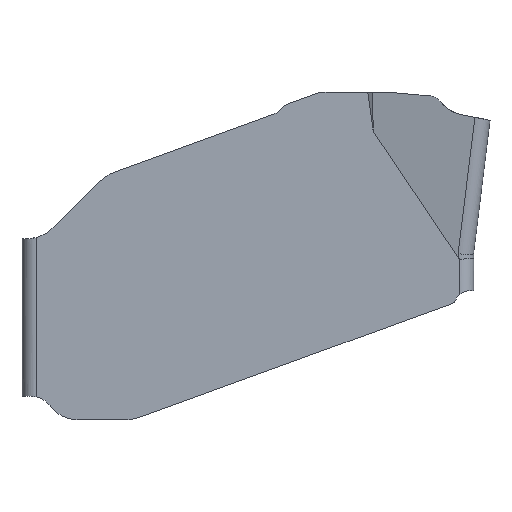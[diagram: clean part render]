
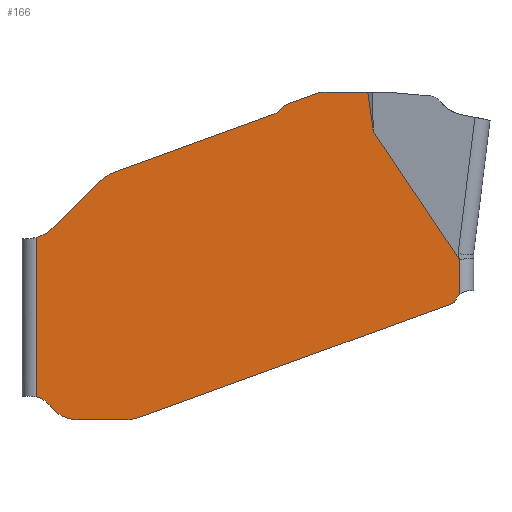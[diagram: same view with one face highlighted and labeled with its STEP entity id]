
A CAD part, left-side view. The second image highlights one B-rep face of the part: STEP entity #166.
In plain terms, the highlighted planar face has unit normal (-1, 0, 0).
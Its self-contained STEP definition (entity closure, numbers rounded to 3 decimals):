
#100=ELLIPSE('',#1053,1.46,1.);
#101=ELLIPSE('',#1057,4.277,0.3);
#102=ELLIPSE('',#1062,1.32,1.);
#146=CIRCLE('',#1051,0.5);
#147=CIRCLE('',#1052,0.75);
#148=CIRCLE('',#1054,1.);
#149=CIRCLE('',#1055,0.1);
#150=CIRCLE('',#1056,0.3);
#151=CIRCLE('',#1058,0.2);
#152=CIRCLE('',#1059,0.2);
#153=CIRCLE('',#1060,0.4);
#154=CIRCLE('',#1061,1.);
#155=CIRCLE('',#1063,0.8);
#166=ADVANCED_FACE('BODY_R_SUR',(#233),#208,.F.);
#208=PLANE('',#1064);
#233=FACE_OUTER_BOUND('',#279,.T.);
#279=EDGE_LOOP('',(#399,#400,#401,#402,#403,#404,#405,#406,#407,#408,#409,
#410,#411,#412,#413,#414,#415,#416,#417,#418,#419,#420,#421,#422,#423,#424));
#399=ORIENTED_EDGE('',*,*,#743,.F.);
#400=ORIENTED_EDGE('',*,*,#744,.F.);
#401=ORIENTED_EDGE('',*,*,#745,.F.);
#402=ORIENTED_EDGE('',*,*,#746,.F.);
#403=ORIENTED_EDGE('',*,*,#747,.F.);
#404=ORIENTED_EDGE('',*,*,#748,.F.);
#405=ORIENTED_EDGE('',*,*,#749,.F.);
#406=ORIENTED_EDGE('',*,*,#750,.F.);
#407=ORIENTED_EDGE('',*,*,#751,.F.);
#408=ORIENTED_EDGE('',*,*,#752,.F.);
#409=ORIENTED_EDGE('',*,*,#687,.T.);
#410=ORIENTED_EDGE('',*,*,#753,.T.);
#411=ORIENTED_EDGE('',*,*,#707,.F.);
#412=ORIENTED_EDGE('',*,*,#754,.T.);
#413=ORIENTED_EDGE('',*,*,#755,.T.);
#414=ORIENTED_EDGE('',*,*,#756,.T.);
#415=ORIENTED_EDGE('',*,*,#757,.T.);
#416=ORIENTED_EDGE('',*,*,#758,.T.);
#417=ORIENTED_EDGE('',*,*,#759,.T.);
#418=ORIENTED_EDGE('',*,*,#760,.T.);
#419=ORIENTED_EDGE('',*,*,#761,.T.);
#420=ORIENTED_EDGE('',*,*,#762,.T.);
#421=ORIENTED_EDGE('',*,*,#763,.T.);
#422=ORIENTED_EDGE('',*,*,#764,.T.);
#423=ORIENTED_EDGE('',*,*,#765,.T.);
#424=ORIENTED_EDGE('',*,*,#673,.T.);
#584=VERTEX_POINT('',#1465);
#585=VERTEX_POINT('',#1467);
#597=VERTEX_POINT('',#1517);
#598=VERTEX_POINT('',#1518);
#615=VERTEX_POINT('',#1575);
#616=VERTEX_POINT('',#1577);
#647=VERTEX_POINT('',#1659);
#648=VERTEX_POINT('',#1661);
#649=VERTEX_POINT('',#1663);
#650=VERTEX_POINT('',#1665);
#651=VERTEX_POINT('',#1673);
#652=VERTEX_POINT('',#1675);
#653=VERTEX_POINT('',#1677);
#654=VERTEX_POINT('',#1679);
#655=VERTEX_POINT('',#1681);
#656=VERTEX_POINT('',#1685);
#657=VERTEX_POINT('',#1687);
#658=VERTEX_POINT('',#1689);
#659=VERTEX_POINT('',#1691);
#660=VERTEX_POINT('',#1693);
#661=VERTEX_POINT('',#1695);
#662=VERTEX_POINT('',#1697);
#663=VERTEX_POINT('',#1699);
#664=VERTEX_POINT('',#1707);
#665=VERTEX_POINT('',#1709);
#666=VERTEX_POINT('',#1711);
#673=EDGE_CURVE('',#585,#584,#803,.T.);
#687=EDGE_CURVE('',#597,#598,#811,.T.);
#707=EDGE_CURVE('',#615,#616,#822,.T.);
#743=EDGE_CURVE('',#647,#584,#146,.T.);
#744=EDGE_CURVE('',#648,#647,#147,.T.);
#745=EDGE_CURVE('',#649,#648,#838,.T.);
#746=EDGE_CURVE('',#650,#649,#100,.T.);
#747=EDGE_CURVE('',#651,#650,#965,.T.);
#748=EDGE_CURVE('',#652,#651,#148,.T.);
#749=EDGE_CURVE('',#653,#652,#839,.T.);
#750=EDGE_CURVE('',#654,#653,#149,.T.);
#751=EDGE_CURVE('',#655,#654,#840,.T.);
#752=EDGE_CURVE('',#597,#655,#150,.T.);
#753=EDGE_CURVE('',#598,#616,#101,.T.);
#754=EDGE_CURVE('',#615,#656,#841,.T.);
#755=EDGE_CURVE('',#656,#657,#842,.T.);
#756=EDGE_CURVE('',#657,#658,#151,.T.);
#757=EDGE_CURVE('',#658,#659,#843,.T.);
#758=EDGE_CURVE('',#659,#660,#152,.T.);
#759=EDGE_CURVE('',#660,#661,#153,.T.);
#760=EDGE_CURVE('',#661,#662,#844,.T.);
#761=EDGE_CURVE('',#662,#663,#154,.T.);
#762=EDGE_CURVE('',#663,#664,#966,.T.);
#763=EDGE_CURVE('',#664,#665,#102,.T.);
#764=EDGE_CURVE('',#665,#666,#845,.T.);
#765=EDGE_CURVE('',#666,#585,#155,.T.);
#803=LINE('',#1466,#879);
#811=LINE('',#1516,#887);
#822=LINE('',#1576,#898);
#838=LINE('',#1662,#914);
#839=LINE('',#1676,#915);
#840=LINE('',#1680,#916);
#841=LINE('',#1684,#917);
#842=LINE('',#1686,#918);
#843=LINE('',#1690,#919);
#844=LINE('',#1696,#920);
#845=LINE('',#1710,#921);
#879=VECTOR('',#1118,1.);
#887=VECTOR('',#1138,1.);
#898=VECTOR('',#1169,1.);
#914=VECTOR('',#1231,1.);
#915=VECTOR('',#1236,1.);
#916=VECTOR('',#1239,1.);
#917=VECTOR('',#1244,1.);
#918=VECTOR('',#1245,1.);
#919=VECTOR('',#1248,1.);
#920=VECTOR('',#1253,1.);
#921=VECTOR('',#1258,1.);
#965=B_SPLINE_CURVE_WITH_KNOTS('',3,(#1666,#1667,#1668,#1669,#1670,#1671,
#1672),.UNSPECIFIED.,.F.,.F.,(4,3,4),(0.,0.31,1.),
 .UNSPECIFIED.);
#966=B_SPLINE_CURVE_WITH_KNOTS('',3,(#1700,#1701,#1702,#1703,#1704,#1705,
#1706),.UNSPECIFIED.,.F.,.F.,(4,3,4),(0.,0.788,1.),
 .UNSPECIFIED.);
#1051=AXIS2_PLACEMENT_3D('',#1658,#1227,#1228);
#1052=AXIS2_PLACEMENT_3D('',#1660,#1229,#1230);
#1053=AXIS2_PLACEMENT_3D('',#1664,#1232,#1233);
#1054=AXIS2_PLACEMENT_3D('',#1674,#1234,#1235);
#1055=AXIS2_PLACEMENT_3D('',#1678,#1237,#1238);
#1056=AXIS2_PLACEMENT_3D('',#1682,#1240,#1241);
#1057=AXIS2_PLACEMENT_3D('',#1683,#1242,#1243);
#1058=AXIS2_PLACEMENT_3D('',#1688,#1246,#1247);
#1059=AXIS2_PLACEMENT_3D('',#1692,#1249,#1250);
#1060=AXIS2_PLACEMENT_3D('',#1694,#1251,#1252);
#1061=AXIS2_PLACEMENT_3D('',#1698,#1254,#1255);
#1062=AXIS2_PLACEMENT_3D('',#1708,#1256,#1257);
#1063=AXIS2_PLACEMENT_3D('',#1712,#1259,#1260);
#1064=AXIS2_PLACEMENT_3D('',#1713,#1261,#1262);
#1118=DIRECTION('',(0.,0.,-1.));
#1138=DIRECTION('',(0.,0.,1.));
#1169=DIRECTION('',(0.,-0.556,-0.831));
#1227=DIRECTION('',(-1.,0.,0.));
#1228=DIRECTION('',(0.,0.,-1.));
#1229=DIRECTION('',(1.,0.,0.));
#1230=DIRECTION('',(0.,0.,-1.));
#1231=DIRECTION('',(0.,1.,0.));
#1232=DIRECTION('',(1.,0.,0.));
#1233=DIRECTION('',(0.,-1.,0.));
#1234=DIRECTION('',(1.,0.,0.));
#1235=DIRECTION('',(0.,0.,-1.));
#1236=DIRECTION('',(0.,0.94,-0.342));
#1237=DIRECTION('',(1.,0.,0.));
#1238=DIRECTION('',(0.,0.,-1.));
#1239=DIRECTION('',(0.,0.5,-0.866));
#1240=DIRECTION('',(-1.,0.,0.));
#1241=DIRECTION('',(0.,0.,-1.));
#1242=DIRECTION('',(1.,0.,0.));
#1243=DIRECTION('',(0.,0.,1.));
#1244=DIRECTION('',(0.,0.139,0.99));
#1245=DIRECTION('',(0.,1.,0.));
#1246=DIRECTION('',(-1.,0.,0.));
#1247=DIRECTION('',(0.,0.,-1.));
#1248=DIRECTION('',(0.,0.94,-0.342));
#1249=DIRECTION('',(-1.,0.,0.));
#1250=DIRECTION('',(0.,0.,-1.));
#1251=DIRECTION('',(1.,0.,0.));
#1252=DIRECTION('',(0.,0.,-1.));
#1253=DIRECTION('',(0.,0.94,-0.342));
#1254=DIRECTION('',(-1.,0.,0.));
#1255=DIRECTION('',(0.,0.,-1.));
#1256=DIRECTION('',(-1.,0.,0.));
#1257=DIRECTION('',(0.,0.707,-0.707));
#1258=DIRECTION('',(0.,0.707,-0.707));
#1259=DIRECTION('',(1.,0.,0.));
#1260=DIRECTION('',(0.,0.,-1.));
#1261=DIRECTION('',(1.,0.,0.));
#1262=DIRECTION('',(0.,0.,-1.));
#1465=CARTESIAN_POINT('',(-1.25,4.7,-5.91));
#1466=CARTESIAN_POINT('',(-1.25,4.7,-7.9));
#1467=CARTESIAN_POINT('',(-1.25,4.7,-2.505));
#1516=CARTESIAN_POINT('',(-1.25,-4.35,-3.436));
#1517=CARTESIAN_POINT('',(-1.25,-4.35,-3.72));
#1518=CARTESIAN_POINT('',(-1.25,-4.35,-2.965));
#1575=CARTESIAN_POINT('',(-1.25,-2.505,-0.23));
#1576=CARTESIAN_POINT('',(-1.25,-4.128,-2.656));
#1577=CARTESIAN_POINT('',(-1.25,-4.319,-2.941));
#1658=CARTESIAN_POINT('',(-1.25,4.8,-6.4));
#1659=CARTESIAN_POINT('',(-1.25,4.4,-6.1));
#1660=CARTESIAN_POINT('',(-1.25,3.8,-5.65));
#1661=CARTESIAN_POINT('',(-1.25,3.8,-6.4));
#1662=CARTESIAN_POINT('',(-1.25,0.,-6.4));
#1663=CARTESIAN_POINT('',(-1.25,2.835,-6.4));
#1664=CARTESIAN_POINT('',(-1.25,2.835,-5.4));
#1665=CARTESIAN_POINT('',(-1.25,2.755,-6.398));
#1666=CARTESIAN_POINT('',(-1.25,2.736,-6.397));
#1667=CARTESIAN_POINT('',(-1.25,2.738,-6.398));
#1668=CARTESIAN_POINT('',(-1.25,2.74,-6.398));
#1669=CARTESIAN_POINT('',(-1.25,2.742,-6.398));
#1670=CARTESIAN_POINT('',(-1.25,2.746,-6.398));
#1671=CARTESIAN_POINT('',(-1.25,2.75,-6.398));
#1672=CARTESIAN_POINT('',(-1.25,2.755,-6.398));
#1673=CARTESIAN_POINT('',(-1.25,2.736,-6.397));
#1674=CARTESIAN_POINT('',(-1.25,2.807,-5.4));
#1675=CARTESIAN_POINT('',(-1.25,2.465,-6.34));
#1676=CARTESIAN_POINT('',(-1.25,-1.749,-4.806));
#1677=CARTESIAN_POINT('',(-1.25,-4.192,-3.917));
#1678=CARTESIAN_POINT('',(-1.25,-4.158,-3.823));
#1679=CARTESIAN_POINT('',(-1.25,-4.245,-3.873));
#1680=CARTESIAN_POINT('',(-1.25,-4.86,-2.806));
#1681=CARTESIAN_POINT('',(-1.25,-4.29,-3.794));
#1682=CARTESIAN_POINT('',(-1.25,-4.55,-3.944));
#1683=CARTESIAN_POINT('',(-1.25,-4.35,1.313));
#1684=CARTESIAN_POINT('',(-1.25,-2.425,0.339));
#1685=CARTESIAN_POINT('',(-1.25,-2.389,0.6));
#1686=CARTESIAN_POINT('',(-1.25,0.,0.6));
#1687=CARTESIAN_POINT('',(-1.25,-1.409,0.6));
#1688=CARTESIAN_POINT('',(-1.25,-1.409,0.4));
#1689=CARTESIAN_POINT('',(-1.25,-1.341,0.588));
#1690=CARTESIAN_POINT('',(-1.25,0.032,0.088));
#1691=CARTESIAN_POINT('',(-1.25,-0.654,0.338));
#1692=CARTESIAN_POINT('',(-1.25,-0.722,0.15));
#1693=CARTESIAN_POINT('',(-1.25,-0.561,0.269));
#1694=CARTESIAN_POINT('',(-1.25,-0.24,0.506));
#1695=CARTESIAN_POINT('',(-1.25,-0.376,0.131));
#1696=CARTESIAN_POINT('',(-1.25,-0.002,-0.006));
#1697=CARTESIAN_POINT('',(-1.25,3.007,-1.101));
#1698=CARTESIAN_POINT('',(-1.25,2.665,-2.041));
#1699=CARTESIAN_POINT('',(-1.25,3.311,-1.277));
#1700=CARTESIAN_POINT('',(-1.25,3.311,-1.277));
#1701=CARTESIAN_POINT('',(-1.25,3.315,-1.281));
#1702=CARTESIAN_POINT('',(-1.25,3.319,-1.284));
#1703=CARTESIAN_POINT('',(-1.25,3.324,-1.288));
#1704=CARTESIAN_POINT('',(-1.25,3.325,-1.289));
#1705=CARTESIAN_POINT('',(-1.25,3.326,-1.29));
#1706=CARTESIAN_POINT('',(-1.25,3.327,-1.291));
#1707=CARTESIAN_POINT('',(-1.25,3.327,-1.291));
#1708=CARTESIAN_POINT('',(-1.25,2.681,-2.057));
#1709=CARTESIAN_POINT('',(-1.25,3.388,-1.349));
#1710=CARTESIAN_POINT('',(-1.25,1.019,1.019));
#1711=CARTESIAN_POINT('',(-1.25,4.334,-2.296));
#1712=CARTESIAN_POINT('',(-1.25,4.9,-1.73));
#1713=CARTESIAN_POINT('',(-1.25,0.,0.));
